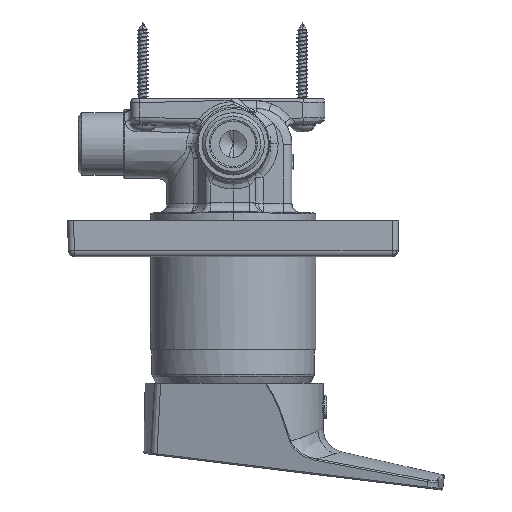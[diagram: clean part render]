
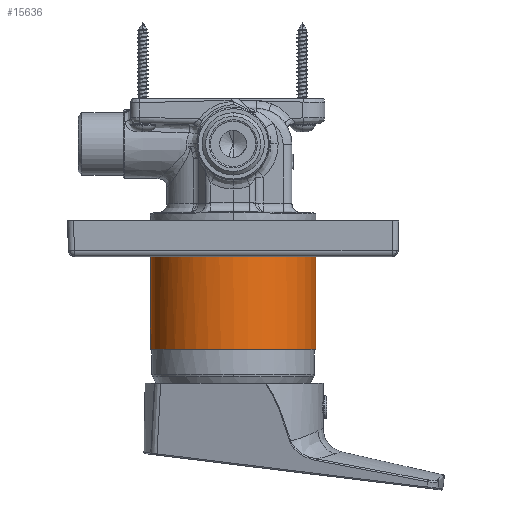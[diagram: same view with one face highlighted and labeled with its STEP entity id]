
A CAD part, left-side view. The second image highlights one B-rep face of the part: STEP entity #15636.
In plain terms, the highlighted cylindrical face has radius 27.5 mm (diameter 55 mm), a partial arc.
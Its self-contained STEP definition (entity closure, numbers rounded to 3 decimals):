
#535 = CIRCLE ( 'NONE', #52772, 27.5 ) ;
#880 = CARTESIAN_POINT ( 'NONE',  ( 0., 42.7, 27.5 ) ) ;
#2702 = EDGE_CURVE ( 'NONE', #36136, #25595, #13627, .T. ) ;
#4581 = AXIS2_PLACEMENT_3D ( 'NONE', #35545, #52907, #23453 ) ;
#7089 = LINE ( 'NONE', #51601, #65651 ) ;
#9580 = LINE ( 'NONE', #55113, #42010 ) ;
#13627 = CIRCLE ( 'NONE', #15836, 27.5 ) ;
#13884 = CARTESIAN_POINT ( 'NONE',  ( 0., 42.7, 0. ) ) ;
#15636 = ADVANCED_FACE ( 'NONE', ( #51509 ), #28106, .T. ) ;
#15836 = AXIS2_PLACEMENT_3D ( 'NONE', #52364, #23646, #29428 ) ;
#17448 = CARTESIAN_POINT ( 'NONE',  ( -27.499, 42.7, -0.194 ) ) ;
#23453 = DIRECTION ( 'NONE',  ( 0., 0., -1. ) ) ;
#23646 = DIRECTION ( 'NONE',  ( 0., 1., 0. ) ) ;
#24090 = AXIS2_PLACEMENT_3D ( 'NONE', #13884, #42618, #25495 ) ;
#24217 = EDGE_CURVE ( 'NONE', #55319, #36136, #7089, .T. ) ;
#25495 = DIRECTION ( 'NONE',  ( 0., 0., -1. ) ) ;
#25595 = VERTEX_POINT ( 'NONE', #32045 ) ;
#26291 = DIRECTION ( 'NONE',  ( 0., -1., 0. ) ) ;
#26688 = CARTESIAN_POINT ( 'NONE',  ( 0., 42.7, -27.5 ) ) ;
#26916 = DIRECTION ( 'NONE',  ( 0., -1., 0. ) ) ;
#28106 = CYLINDRICAL_SURFACE ( 'NONE', #4581, 27.5 ) ;
#29015 = CIRCLE ( 'NONE', #24090, 27.5 ) ;
#29428 = DIRECTION ( 'NONE',  ( 0., 0., -1. ) ) ;
#31199 = ORIENTED_EDGE ( 'NONE', *, *, #2702, .T. ) ;
#32045 = CARTESIAN_POINT ( 'NONE',  ( 0., 0., 27.5 ) ) ;
#32312 = ORIENTED_EDGE ( 'NONE', *, *, #24217, .T. ) ;
#35545 = CARTESIAN_POINT ( 'NONE',  ( 0., 45.15, 0. ) ) ;
#36136 = VERTEX_POINT ( 'NONE', #45731 ) ;
#38687 = ORIENTED_EDGE ( 'NONE', *, *, #39256, .T. ) ;
#39256 = EDGE_CURVE ( 'NONE', #65479, #72253, #535, .T. ) ;
#41309 = EDGE_CURVE ( 'NONE', #65479, #25595, #9580, .T. ) ;
#42010 = VECTOR ( 'NONE', #26916, 1000. ) ;
#42618 = DIRECTION ( 'NONE',  ( 0., -1., 0. ) ) ;
#43406 = CARTESIAN_POINT ( 'NONE',  ( 0., 42.7, 0. ) ) ;
#45574 = EDGE_CURVE ( 'NONE', #72253, #55319, #29015, .T. ) ;
#45731 = CARTESIAN_POINT ( 'NONE',  ( 0., 0., -27.5 ) ) ;
#46566 = DIRECTION ( 'NONE',  ( 0., -1., 0. ) ) ;
#46777 = ORIENTED_EDGE ( 'NONE', *, *, #41309, .F. ) ;
#49688 = DIRECTION ( 'NONE',  ( 0., 0., -1. ) ) ;
#51509 = FACE_OUTER_BOUND ( 'NONE', #64044, .T. ) ;
#51601 = CARTESIAN_POINT ( 'NONE',  ( 0., 45.15, -27.5 ) ) ;
#52364 = CARTESIAN_POINT ( 'NONE',  ( 0., 0., 0. ) ) ;
#52772 = AXIS2_PLACEMENT_3D ( 'NONE', #43406, #26291, #49688 ) ;
#52907 = DIRECTION ( 'NONE',  ( 0., -1., 0. ) ) ;
#55113 = CARTESIAN_POINT ( 'NONE',  ( 0., 45.15, 27.5 ) ) ;
#55319 = VERTEX_POINT ( 'NONE', #26688 ) ;
#64044 = EDGE_LOOP ( 'NONE', ( #46777, #38687, #66571, #32312, #31199 ) ) ;
#65479 = VERTEX_POINT ( 'NONE', #880 ) ;
#65651 = VECTOR ( 'NONE', #46566, 1000. ) ;
#66571 = ORIENTED_EDGE ( 'NONE', *, *, #45574, .T. ) ;
#72253 = VERTEX_POINT ( 'NONE', #17448 ) ;
